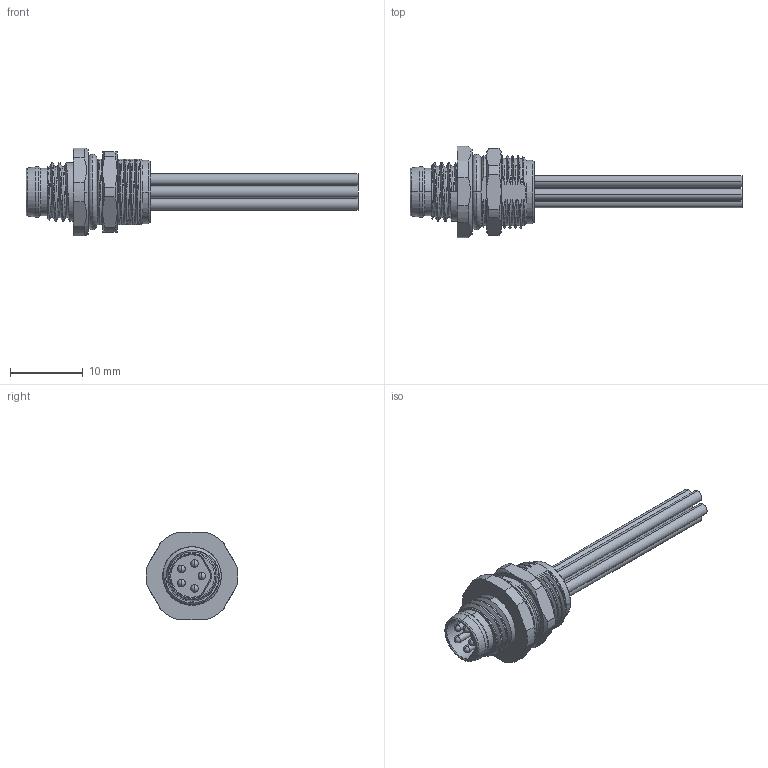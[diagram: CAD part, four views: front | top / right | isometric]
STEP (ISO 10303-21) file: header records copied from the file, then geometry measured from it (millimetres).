
FILE_DESCRIPTION((''),'2;1');
FILE_NAME('HOUSING-5P-MALE-AOCAO55_','2025-09-28T',('gongcheng16'),(''),'PRO/ENGINEER BY PARAMETRIC TECHNOLOGY CORPORATION, 2010280','PRO/ENGINEER BY PARAMETRIC TECHNOLOGY CORPORATION, 2010280','');
FILE_SCHEMA(('CONFIG_CONTROL_DESIGN'));
Length unit declared in the file: millimetre
Products named in the file (1): HOUSING-5P-MALE-AOCAO55_
Bounding box: 45.5 x 12.6 x 12 mm (x, y, z)
Volume: 309.6 mm3; surface area: 3329.2 mm2
Topology: 1 solids, 15 shells, 474 faces, 1130 edges, 703 vertices
Faces by surface type: cylinder 188, plane 117, cone 93, bspline 56, torus 10, sphere 10
Entity records: 26442 total; most frequent: CARTESIAN_POINT 15747, ORIENTED_EDGE 2220, DIRECTION 2167, EDGE_CURVE 1110, AXIS2_PLACEMENT_3D 869, VERTEX_POINT 703, EDGE_LOOP 537, FACE_OUTER_BOUND 474
